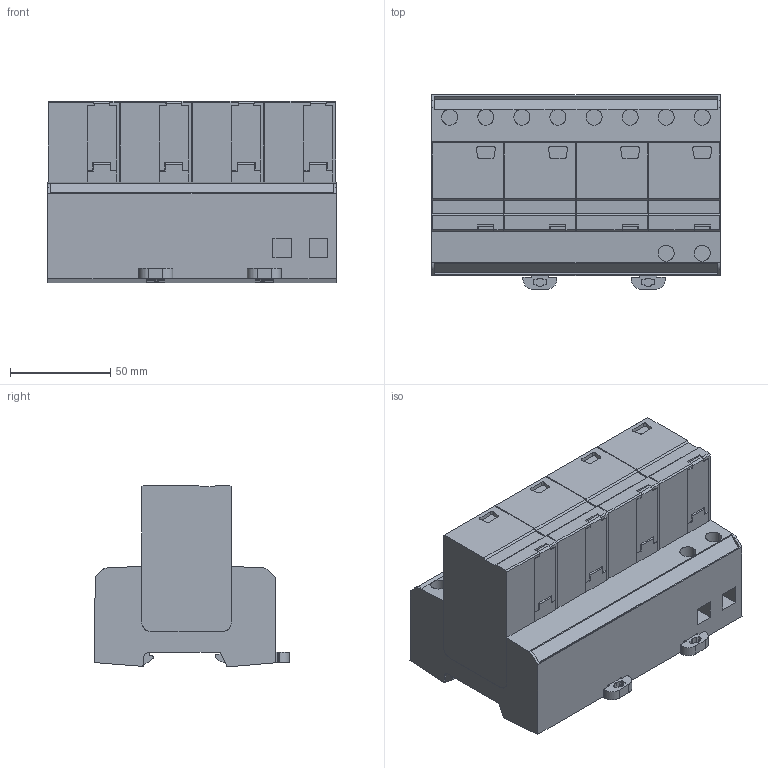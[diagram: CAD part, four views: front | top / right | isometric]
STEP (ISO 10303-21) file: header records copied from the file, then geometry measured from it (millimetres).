
FILE_DESCRIPTION(('CATIA V5 STEP Exchange','CAx-IF Rec.Pracs.--- Model Styling and Organization---1.5--- 2016-08-15','CAx-IF Rec.Pracs.---Supplemental Geometry---1.0---2011-11-01','CAx-IF Rec.Pracs.--- Composite Materials ---1.1---2010-07-15'),'2;1');
FILE_NAME ('D1619322_0', '2024-07-10T06:20:27+00:00', ('none'), ('Weidmueller'), 'CATIA Version 5-6 Release 2022 SP4 HF5', 'CATIA V5 STEP AP214 v3', 'none');
FILE_SCHEMA(('AUTOMOTIVE_DESIGN { 1 0 10303 214 1 1 1 1 }'));
Length unit declared in the file: millimetre
Products named in the file (1): S3D_VPU_AC_I_F_3-1_275-25
Bounding box: 144 x 96.96 x 90.68 mm (x, y, z)
Volume: 829994.2 mm3; surface area: 77751.3 mm2
Topology: 1 solids, 1 shells, 596 faces, 1703 edges, 1127 vertices
Faces by surface type: plane 425, cylinder 88, extrusion 83
Entity records: 20762 total; most frequent: CARTESIAN_POINT 6089, ORIENTED_EDGE 3406, DIRECTION 2022, EDGE_CURVE 1703, VECTOR 1270, LINE 1187, VERTEX_POINT 1127, EDGE_LOOP 638
